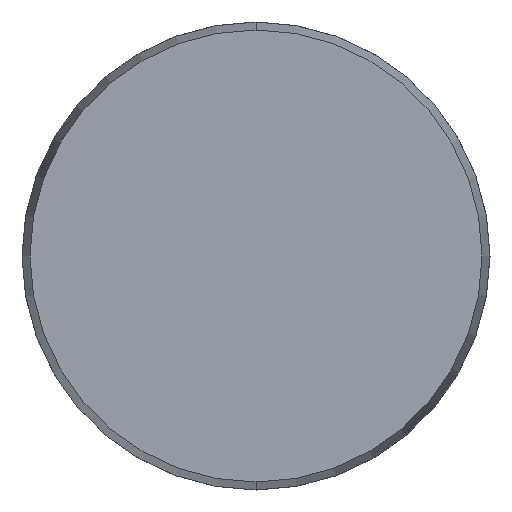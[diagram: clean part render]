
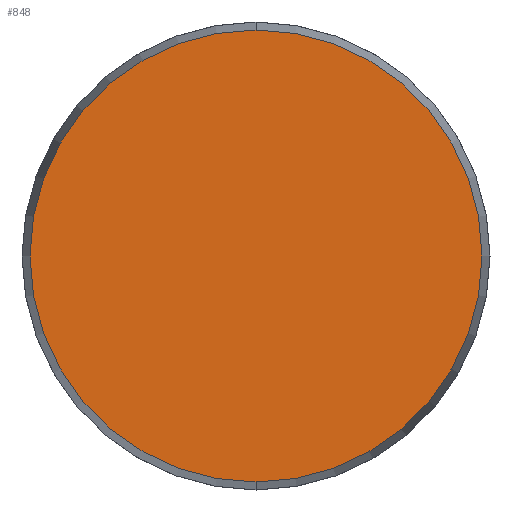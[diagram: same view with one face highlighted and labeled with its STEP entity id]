
A CAD part, front view. The second image highlights one B-rep face of the part: STEP entity #848.
In plain terms, the highlighted planar face has unit normal (0, -1, 0).
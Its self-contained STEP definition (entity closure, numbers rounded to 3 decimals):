
#220 = EDGE_CURVE ( 'NONE', #1044, #357, #381, .T. ) ;
#357 = VERTEX_POINT ( 'NONE', #650 ) ;
#358 = ORIENTED_EDGE ( 'NONE', *, *, #220, .T. ) ;
#381 = CIRCLE ( 'NONE', #649, 24.143 ) ;
#404 = CARTESIAN_POINT ( 'NONE',  ( 0., 0., 24.143 ) ) ;
#448 = FACE_OUTER_BOUND ( 'NONE', #911, .T. ) ;
#649 = AXIS2_PLACEMENT_3D ( 'NONE', #816, #735, #1145 ) ;
#650 = CARTESIAN_POINT ( 'NONE',  ( 0., 0., -24.143 ) ) ;
#664 = DIRECTION ( 'NONE',  ( 0., 0., 1. ) ) ;
#688 = AXIS2_PLACEMENT_3D ( 'NONE', #783, #792, #980 ) ;
#735 = DIRECTION ( 'NONE',  ( 0., -1., 0. ) ) ;
#783 = CARTESIAN_POINT ( 'NONE',  ( 0., 0., 0. ) ) ;
#792 = DIRECTION ( 'NONE',  ( 0., -1., 0. ) ) ;
#816 = CARTESIAN_POINT ( 'NONE',  ( 0., 0., 0. ) ) ;
#848 = ADVANCED_FACE ( 'NONE', ( #448 ), #874, .F. ) ;
#874 = PLANE ( 'NONE',  #1099 ) ;
#889 = DIRECTION ( 'NONE',  ( 0., 1., 0. ) ) ;
#911 = EDGE_LOOP ( 'NONE', ( #358, #1065 ) ) ;
#980 = DIRECTION ( 'NONE',  ( 0., 0., -1. ) ) ;
#1044 = VERTEX_POINT ( 'NONE', #404 ) ;
#1065 = ORIENTED_EDGE ( 'NONE', *, *, #1247, .T. ) ;
#1084 = CIRCLE ( 'NONE', #688, 24.143 ) ;
#1099 = AXIS2_PLACEMENT_3D ( 'NONE', #1278, #889, #664 ) ;
#1145 = DIRECTION ( 'NONE',  ( 0., 0., -1. ) ) ;
#1247 = EDGE_CURVE ( 'NONE', #357, #1044, #1084, .T. ) ;
#1278 = CARTESIAN_POINT ( 'NONE',  ( -24.143, 0., 0. ) ) ;
